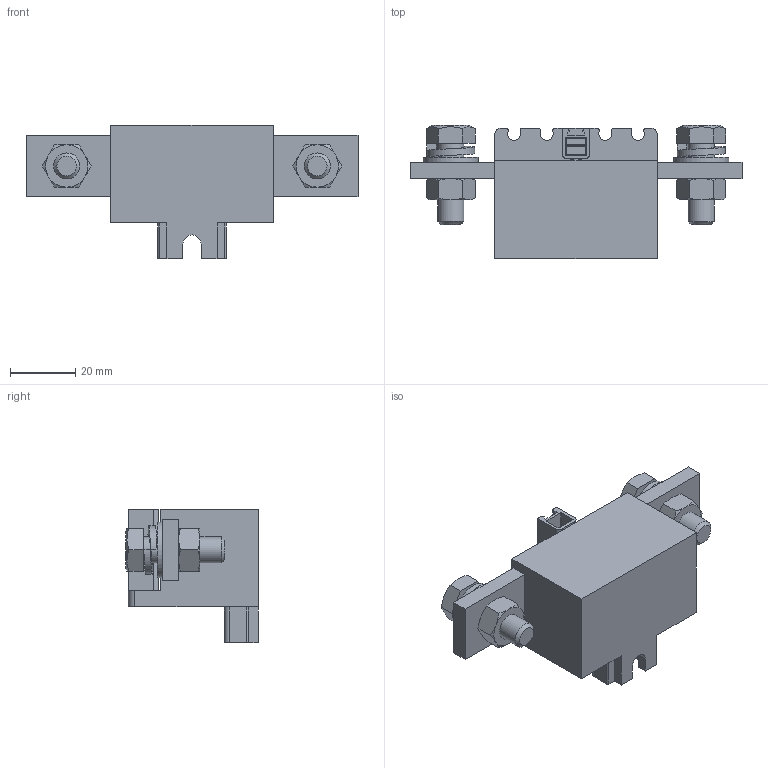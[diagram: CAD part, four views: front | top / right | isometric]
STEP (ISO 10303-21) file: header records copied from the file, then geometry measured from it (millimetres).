
FILE_DESCRIPTION(/* description */ ('Unknown'),/* implementation_level */ '2;1');
FILE_NAME(/* name */ 'PAT150_3D_SOLID',/* time_stamp */ '2025-03-12T11:43:36+05:00',/* author */ ('Unknown'),/* organization */ ('Unknown'),/* preprocessor_version */ 'ST-DEVELOPER v16.7',/* originating_system */ 'Solid Edge',/* authorisation */ 'Unknown');
FILE_SCHEMA (('AUTOMOTIVE_DESIGN {1 0 10303 214 3 1 1}'));
Length unit declared in the file: millimetre
Products named in the file (1): PAT150_3D_SOLID
Bounding box: 102 x 40.83 x 41 mm (x, y, z)
Volume: 60410.5 mm3; surface area: 17754.8 mm2
Topology: 3 solids, 4 shells, 381 faces, 974 edges, 614 vertices
Faces by surface type: plane 187, cylinder 126, cone 34, sphere 18, torus 12, bspline 4
Full cylindrical faces by diameter (mm): 1.6 x2, 2 x2, 3.5 x4, 8 x6, 8.5 x2, 8.8 x2, 9 x2, 14.8 x2, 17 x2
Entity records: 13866 total; most frequent: CARTESIAN_POINT 2358, ORIENTED_EDGE 1824, DIRECTION 1822, EDGE_CURVE 912, AXIS2_PLACEMENT_3D 672, VERTEX_POINT 604, LINE 478, VECTOR 478
